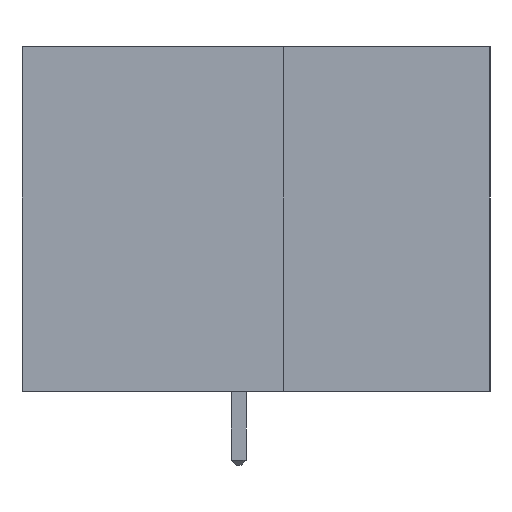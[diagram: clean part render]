
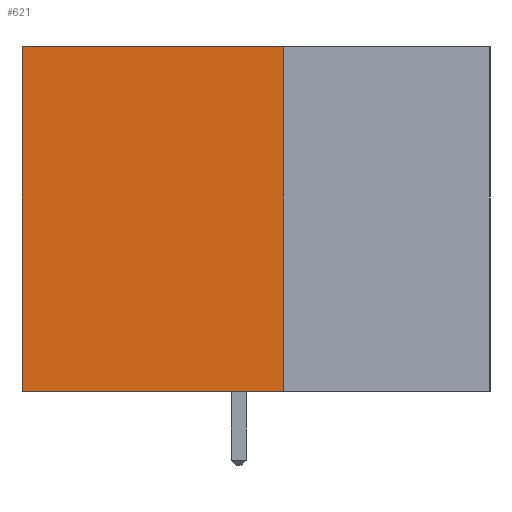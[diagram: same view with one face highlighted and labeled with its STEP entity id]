
A CAD part, left-side view. The second image highlights one B-rep face of the part: STEP entity #621.
In plain terms, the highlighted planar face has unit normal (-1, 0, 0).
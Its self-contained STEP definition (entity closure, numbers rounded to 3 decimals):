
#123 = EDGE_CURVE('',#124,#126,#128,.T.);
#124 = VERTEX_POINT('',#125);
#125 = CARTESIAN_POINT('',(-1.8,8.8,0.1));
#126 = VERTEX_POINT('',#127);
#127 = CARTESIAN_POINT('',(-1.8,-1.8,0.1));
#128 = LINE('',#129,#130);
#129 = CARTESIAN_POINT('',(-1.8,8.8,0.1));
#130 = VECTOR('',#131,1.);
#131 = DIRECTION('',(0.,-1.,0.));
#621 = ADVANCED_FACE('',(#622),#647,.F.);
#622 = FACE_BOUND('',#623,.F.);
#623 = EDGE_LOOP('',(#624,#634,#640,#641));
#624 = ORIENTED_EDGE('',*,*,#625,.T.);
#625 = EDGE_CURVE('',#626,#628,#630,.T.);
#626 = VERTEX_POINT('',#627);
#627 = CARTESIAN_POINT('',(-1.8,8.8,14.1));
#628 = VERTEX_POINT('',#629);
#629 = CARTESIAN_POINT('',(-1.8,-1.8,14.1));
#630 = LINE('',#631,#632);
#631 = CARTESIAN_POINT('',(-1.8,8.8,14.1));
#632 = VECTOR('',#633,1.);
#633 = DIRECTION('',(0.,-1.,0.));
#634 = ORIENTED_EDGE('',*,*,#635,.T.);
#635 = EDGE_CURVE('',#628,#126,#636,.T.);
#636 = LINE('',#637,#638);
#637 = CARTESIAN_POINT('',(-1.8,-1.8,14.1));
#638 = VECTOR('',#639,1.);
#639 = DIRECTION('',(0.,0.,-1.));
#640 = ORIENTED_EDGE('',*,*,#123,.F.);
#641 = ORIENTED_EDGE('',*,*,#642,.F.);
#642 = EDGE_CURVE('',#626,#124,#643,.T.);
#643 = LINE('',#644,#645);
#644 = CARTESIAN_POINT('',(-1.8,8.8,14.1));
#645 = VECTOR('',#646,1.);
#646 = DIRECTION('',(0.,0.,-1.));
#647 = PLANE('',#648);
#648 = AXIS2_PLACEMENT_3D('',#649,#650,#651);
#649 = CARTESIAN_POINT('',(-1.8,8.8,14.1));
#650 = DIRECTION('',(1.,0.,0.));
#651 = DIRECTION('',(0.,0.,-1.));
